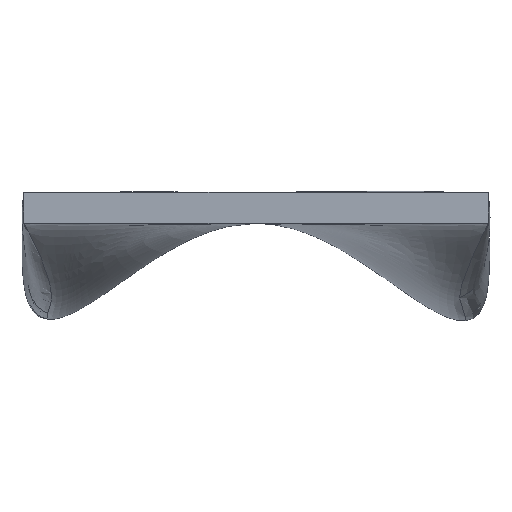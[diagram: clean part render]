
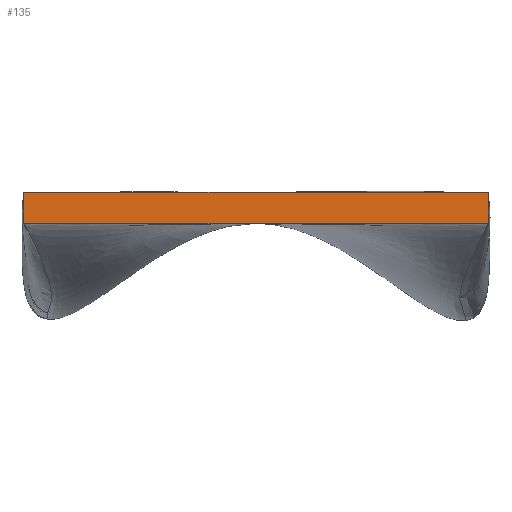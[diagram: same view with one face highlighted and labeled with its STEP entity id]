
A CAD part, front view. The second image highlights one B-rep face of the part: STEP entity #135.
In plain terms, the highlighted planar face has unit normal (0, -1, 0).
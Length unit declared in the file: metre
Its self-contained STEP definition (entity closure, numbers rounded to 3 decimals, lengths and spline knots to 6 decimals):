
#34=FACE_OUTER_BOUND('',#42,.T.);
#42=EDGE_LOOP('',(#96,#97,#98,#99,#100,#101,#102));
#50=LINE('',#173,#57);
#51=LINE('',#175,#58);
#52=LINE('',#177,#59);
#53=LINE('',#179,#60);
#54=LINE('',#181,#61);
#55=LINE('',#183,#62);
#56=LINE('',#184,#63);
#57=VECTOR('',#162,0.01);
#58=VECTOR('',#163,0.01);
#59=VECTOR('',#164,0.01);
#60=VECTOR('',#165,0.01);
#61=VECTOR('',#166,0.01);
#62=VECTOR('',#167,0.01);
#63=VECTOR('',#168,0.01);
#64=VERTEX_POINT('',#171);
#65=VERTEX_POINT('',#172);
#66=VERTEX_POINT('',#174);
#67=VERTEX_POINT('',#176);
#68=VERTEX_POINT('',#178);
#69=VERTEX_POINT('',#180);
#70=VERTEX_POINT('',#182);
#77=EDGE_CURVE('',#64,#65,#50,.T.);
#78=EDGE_CURVE('',#65,#66,#51,.T.);
#79=EDGE_CURVE('',#66,#67,#52,.T.);
#80=EDGE_CURVE('',#67,#68,#53,.T.);
#81=EDGE_CURVE('',#68,#69,#54,.T.);
#82=EDGE_CURVE('',#69,#70,#55,.T.);
#83=EDGE_CURVE('',#70,#64,#56,.T.);
#96=ORIENTED_EDGE('',*,*,#77,.T.);
#97=ORIENTED_EDGE('',*,*,#78,.T.);
#98=ORIENTED_EDGE('',*,*,#79,.T.);
#99=ORIENTED_EDGE('',*,*,#80,.T.);
#100=ORIENTED_EDGE('',*,*,#81,.T.);
#101=ORIENTED_EDGE('',*,*,#82,.T.);
#102=ORIENTED_EDGE('',*,*,#83,.T.);
#134=PLANE('',#157);
#135=ADVANCED_FACE('',(#34),#134,.F.);
#157=AXIS2_PLACEMENT_3D('',#170,#160,#161);
#160=DIRECTION('center_axis',(0.,1.,0.));
#161=DIRECTION('ref_axis',(0.,0.,1.));
#162=DIRECTION('',(0.,0.,1.));
#163=DIRECTION('',(-1.,0.,0.));
#164=DIRECTION('',(-1.,0.,0.));
#165=DIRECTION('',(0.,0.,-1.));
#166=DIRECTION('',(0.,0.,-1.));
#167=DIRECTION('',(1.,0.,0.));
#168=DIRECTION('',(1.,0.,0.));
#170=CARTESIAN_POINT('Origin',(0.,-3.5,0.49));
#171=CARTESIAN_POINT('',(0.9,-3.5,0.43));
#172=CARTESIAN_POINT('',(0.9,-3.5,0.55));
#173=CARTESIAN_POINT('',(0.9,-3.5,0.55));
#174=CARTESIAN_POINT('',(0.,-3.5,0.55));
#175=CARTESIAN_POINT('',(-0.9,-3.5,0.55));
#176=CARTESIAN_POINT('',(-0.9,-3.5,0.55));
#177=CARTESIAN_POINT('',(-0.9,-3.5,0.55));
#178=CARTESIAN_POINT('',(-0.9,-3.5,0.513789));
#179=CARTESIAN_POINT('',(-0.9,-3.5,0.43));
#180=CARTESIAN_POINT('',(-0.9,-3.5,0.43));
#181=CARTESIAN_POINT('',(-0.9,-3.5,0.43));
#182=CARTESIAN_POINT('',(0.,-3.5,0.43));
#183=CARTESIAN_POINT('',(0.9,-3.5,0.43));
#184=CARTESIAN_POINT('',(0.9,-3.5,0.43));
